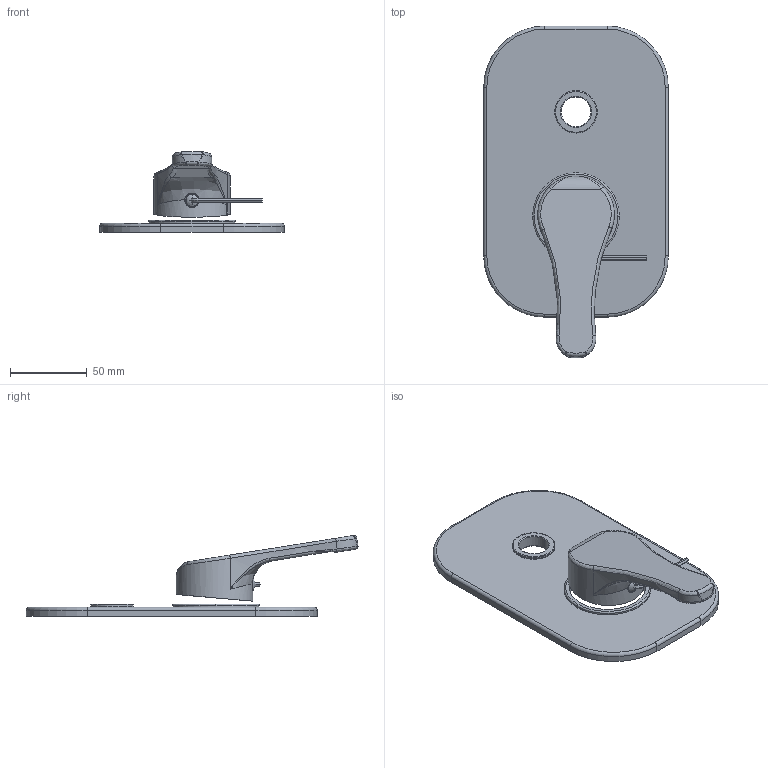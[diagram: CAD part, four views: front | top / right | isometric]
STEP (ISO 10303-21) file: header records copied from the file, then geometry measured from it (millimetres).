
FILE_DESCRIPTION((''),'2;1');
FILE_NAME('NT015CREST_ASM','2021-02-03T12:54:00',('stefano.gianpani'),('PAFFONI SpA'),'CREO PARAMETRIC BY PTC INC, 2020044','CREO PARAMETRIC BY PTC INC, 2020044','');
FILE_SCHEMA(('CONFIG_CONTROL_DESIGN','SHAPE_APPEARANCE_LAYERS_GROUPS'));
Length unit declared in the file: millimetre
Products named in the file (9): 3011006CR; 592305006A2I; CHBR25; TCF08RB91120; 8001113_ASM; 4061115CR; 2091129-F; 2091097; NT015CREST_ASM
Assembly tree (8 placements, depth 3):
  NT015CREST_ASM
    3011006CR
    8001113_ASM
      592305006A2I
      CHBR25
      TCF08RB91120
    4061115CR
    2091129-F
    2091097
Bounding box: 120.5 x 216.68 x 52.83 mm (x, y, z)
Volume: 57254.6 mm3; surface area: 66713.1 mm2
Topology: 7 solids, 9 shells, 223 faces, 511 edges, 312 vertices
Faces by surface type: plane 73, cylinder 70, bspline 33, torus 24, cone 16, sphere 7
Entity records: 10866 total; most frequent: CARTESIAN_POINT 4156, DIRECTION 1029, ORIENTED_EDGE 1010, PRESENTATION_STYLE_ASSIGNMENT 519, STYLED_ITEM 518, CURVE_STYLE 509, EDGE_CURVE 509, AXIS2_PLACEMENT_3D 407
